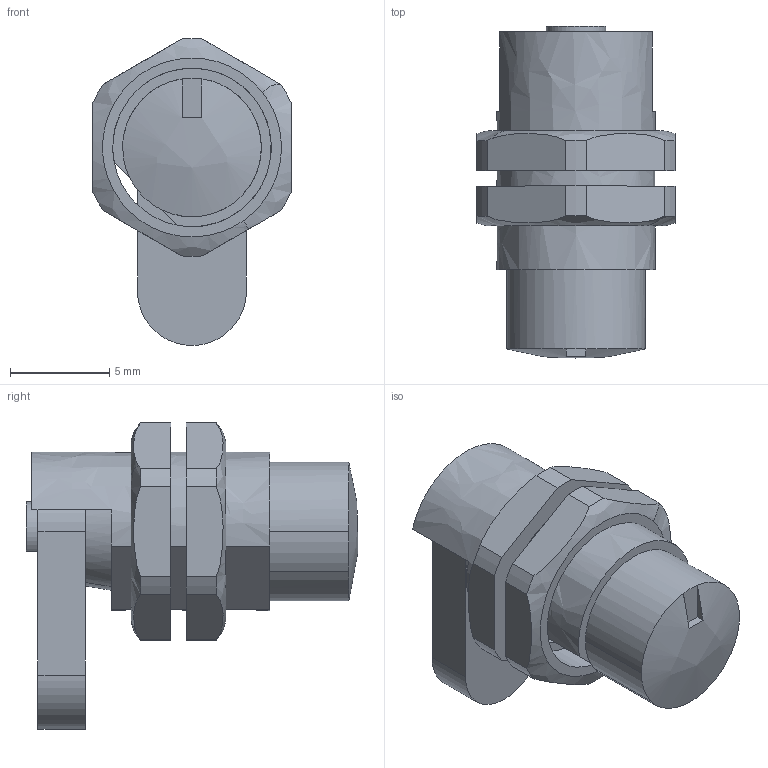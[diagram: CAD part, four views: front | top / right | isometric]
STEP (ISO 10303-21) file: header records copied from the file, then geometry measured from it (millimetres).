
FILE_DESCRIPTION((''),'2;1');
FILE_NAME('','2005-07-15T15:08:35',(''),(''),'','CADfix','');
FILE_SCHEMA(('AUTOMOTIVE_DESIGN'));
Length unit declared in the file: millimetre
Products named in the file (7): nut_mr; nut; knob; collar; cam; body; TL_211_25113_36
Assembly tree (6 placements, depth 2):
  TL_211_25113_36
    nut_mr
    nut
    knob
    collar
    cam
    body
Bounding box: 10 x 16.76 x 15.5 mm (x, y, z)
Volume: 823.8 mm3; surface area: 1498.4 mm2
Topology: 6 solids, 6 shells, 78 faces, 222 edges, 158 vertices
Faces by surface type: bspline 78
Entity records: 3152 total; most frequent: CARTESIAN_POINT 1735, ORIENTED_EDGE 444, EDGE_CURVE 222, VERTEX_POINT 158, EDGE_LOOP 90, QUASI_UNIFORM_CURVE 87, FACE_OUTER_BOUND 78, ADVANCED_FACE 78
